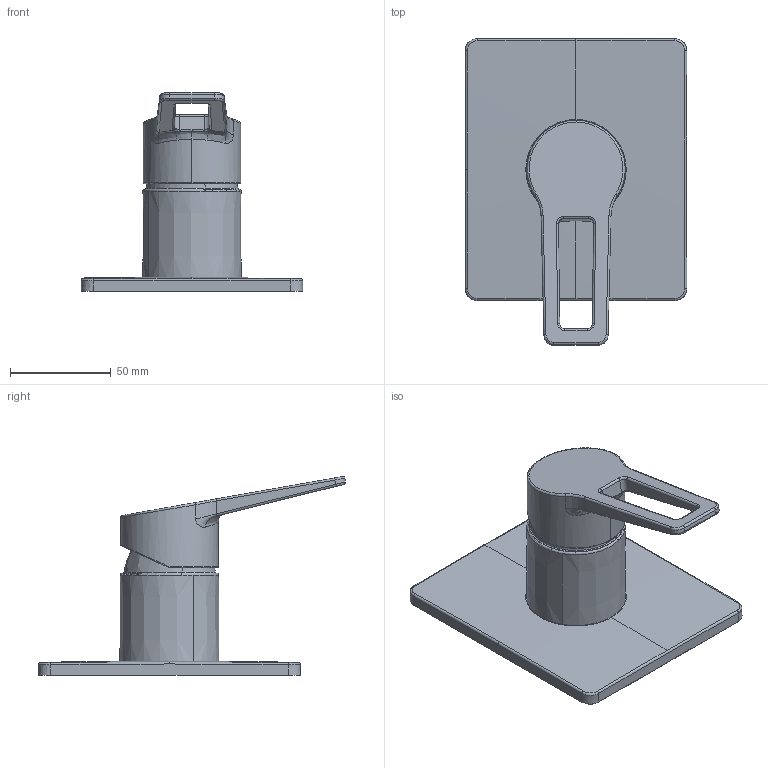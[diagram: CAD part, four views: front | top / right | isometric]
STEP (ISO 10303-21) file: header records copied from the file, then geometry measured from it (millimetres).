
FILE_DESCRIPTION (( 'STEP AP203' ), '1' );
FILE_NAME ('49759005.STEP', '2018-06-07T07:07:19', ( '' ), ( '' ), 'SwSTEP 2.0', 'SolidWorks 2016', '' );
FILE_SCHEMA (( 'CONFIG_CONTROL_DESIGN' ));
Length unit declared in the file: millimetre
Products named in the file (1): 49759005
Bounding box: 110 x 152.34 x 98.65 mm (x, y, z)
Volume: 244401.3 mm3; surface area: 47256.5 mm2
Topology: 1 solids, 1 shells, 118 faces, 280 edges, 166 vertices
Faces by surface type: bspline 42, cylinder 33, plane 18, torus 17, cone 6, sphere 2
Entity records: 7365 total; most frequent: CARTESIAN_POINT 4921, ORIENTED_EDGE 560, DIRECTION 389, EDGE_CURVE 280, VERTEX_POINT 166, AXIS2_PLACEMENT_3D 159, EDGE_LOOP 122, FACE_OUTER_BOUND 118
